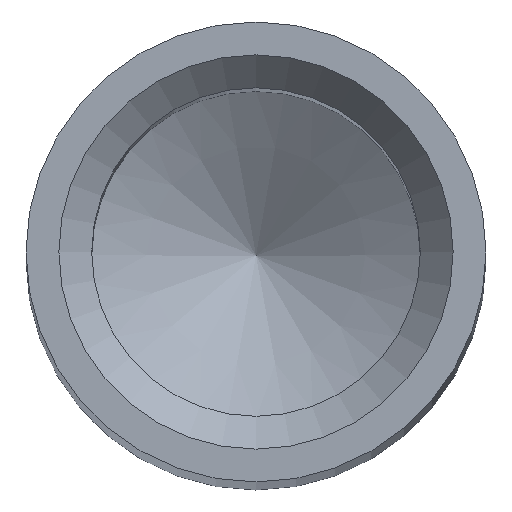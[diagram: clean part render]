
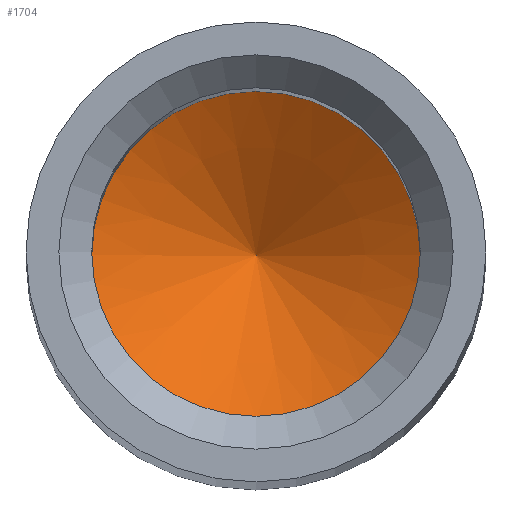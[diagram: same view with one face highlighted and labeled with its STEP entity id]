
A CAD part, top view. The second image highlights one B-rep face of the part: STEP entity #1704.
In plain terms, the highlighted conical face has half-angle 59 degrees and reference radius 2.5 mm.
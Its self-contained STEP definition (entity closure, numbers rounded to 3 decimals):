
#948 = AXIS2_PLACEMENT_3D ( 'NONE', #9331, #10323, #4135 ) ;
#1263 = DIRECTION ( 'NONE',  ( 0., 0., 1. ) ) ;
#1704 = ADVANCED_FACE ( 'NONE', ( #4356 ), #10000, .F. ) ;
#2498 = CARTESIAN_POINT ( 'NONE',  ( 2.5, 0., 5. ) ) ;
#2989 = AXIS2_PLACEMENT_3D ( 'NONE', #10498, #1263, #12749 ) ;
#4135 = DIRECTION ( 'NONE',  ( 1., 0., 0. ) ) ;
#4356 = FACE_OUTER_BOUND ( 'NONE', #9177, .T. ) ;
#9177 = EDGE_LOOP ( 'NONE', ( #10411 ) ) ;
#9331 = CARTESIAN_POINT ( 'NONE',  ( 0., 0., 5. ) ) ;
#9994 = VERTEX_POINT ( 'NONE', #2498 ) ;
#10000 = CONICAL_SURFACE ( 'NONE', #948, 2.5, 1.03 ) ;
#10323 = DIRECTION ( 'NONE',  ( 0., 0., 1. ) ) ;
#10411 = ORIENTED_EDGE ( 'NONE', *, *, #11363, .T. ) ;
#10498 = CARTESIAN_POINT ( 'NONE',  ( 0., 0., 5. ) ) ;
#10564 = CIRCLE ( 'NONE', #2989, 2.5 ) ;
#11363 = EDGE_CURVE ( 'NONE', #9994, #9994, #10564, .T. ) ;
#12749 = DIRECTION ( 'NONE',  ( 1., 0., 0. ) ) ;
